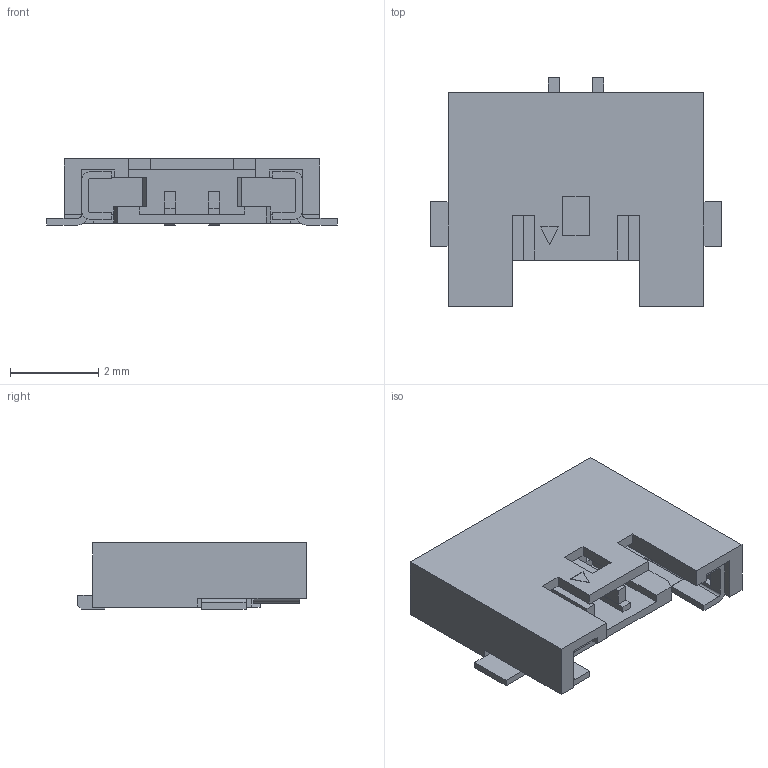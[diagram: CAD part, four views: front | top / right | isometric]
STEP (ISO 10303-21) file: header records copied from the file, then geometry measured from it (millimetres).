
FILE_DESCRIPTION(/* description */ (''),/* implementation_level */ '2;1');
FILE_NAME(/* name */ '5037630291wbm000_01_214.stp',/* time_stamp */ '2023-12-01T12:42:57+05:00',/* author */ (''),/* organization */ (''),/* preprocessor_version */ 'ST-DEVELOPER v16.7',/* originating_system */ 'SIEMENS PLM Software NX 1919',/* authorisation */ '');
FILE_SCHEMA (('AUTOMOTIVE_DESIGN { 1 0 10303 214 3 1 1 1 }'));
Length unit declared in the file: millimetre
Products named in the file (1): 5037630291wbm000_01
Bounding box: 6.6 x 5.19 x 1.5 mm (x, y, z)
Volume: 24.8 mm3; surface area: 137.7 mm2
Topology: 1 solids, 1 shells, 166 faces, 487 edges, 320 vertices
Faces by surface type: plane 150, cylinder 16
Entity records: 5455 total; most frequent: ORIENTED_EDGE 974, CARTESIAN_POINT 974, DIRECTION 853, EDGE_CURVE 487, LINE 455, VECTOR 455, VERTEX_POINT 320, AXIS2_PLACEMENT_3D 199
